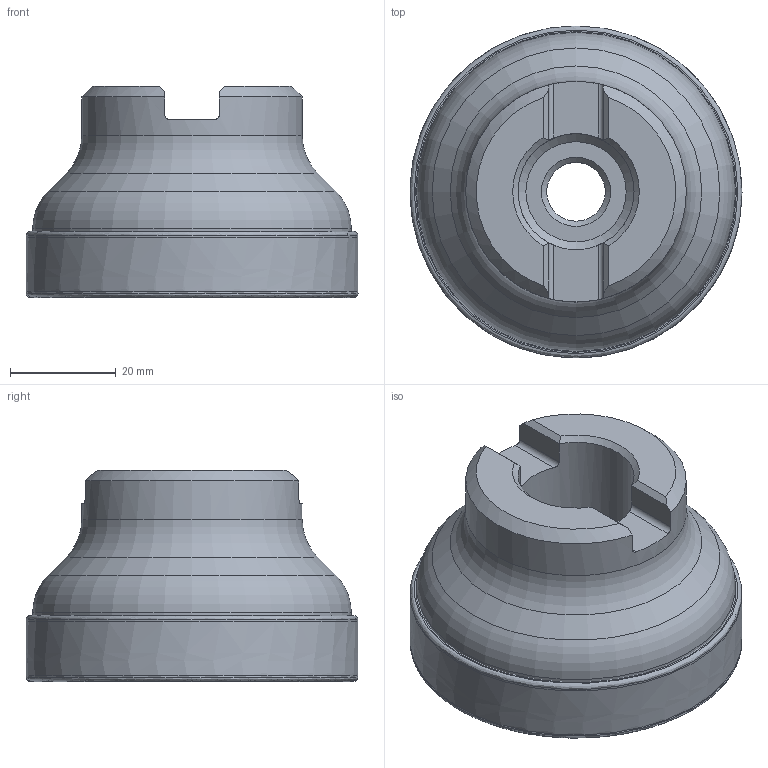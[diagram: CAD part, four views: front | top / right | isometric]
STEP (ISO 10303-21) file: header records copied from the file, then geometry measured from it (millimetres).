
FILE_DESCRIPTION(/* description */ (''),/* implementation_level */ '2;1');
FILE_NAME(/* name */ '63A06R-S90SD12-C_115010059ndi000_00-SIM.stp',/* time_stamp */ '2019-12-12T14:24:41+01:00',/* author */ (''),/* organization */ (''),/* preprocessor_version */ 'ST-DEVELOPER v16.7',/* originating_system */ 'SIEMENS PLM Software NX 12.0',/* authorisation */ '');
FILE_SCHEMA (('AUTOMOTIVE_DESIGN { 1 0 10303 214 3 1 1 1 }'));
Length unit declared in the file: millimetre
Products named in the file (1): hm15089436B4ee3q
Bounding box: 62.89 x 62.89 x 40 mm (x, y, z)
Volume: 94180.4 mm3; surface area: 20564.7 mm2
Topology: 2 solids, 2 shells, 59 faces, 151 edges, 95 vertices
Faces by surface type: revolution 16, plane 15, cone 12, cylinder 9, torus 7
Full cylindrical faces by diameter (mm): 11.1 x1, 18.25 x1, 22 x1, 41.8 x1, 60.35 x1
Entity records: 1893 total; most frequent: CARTESIAN_POINT 704, DIRECTION 228, ORIENTED_EDGE 188, EDGE_LOOP 98, EDGE_CURVE 94, AXIS2_PLACEMENT_3D 94, FACE_BOUND 78, VERTEX_POINT 74
